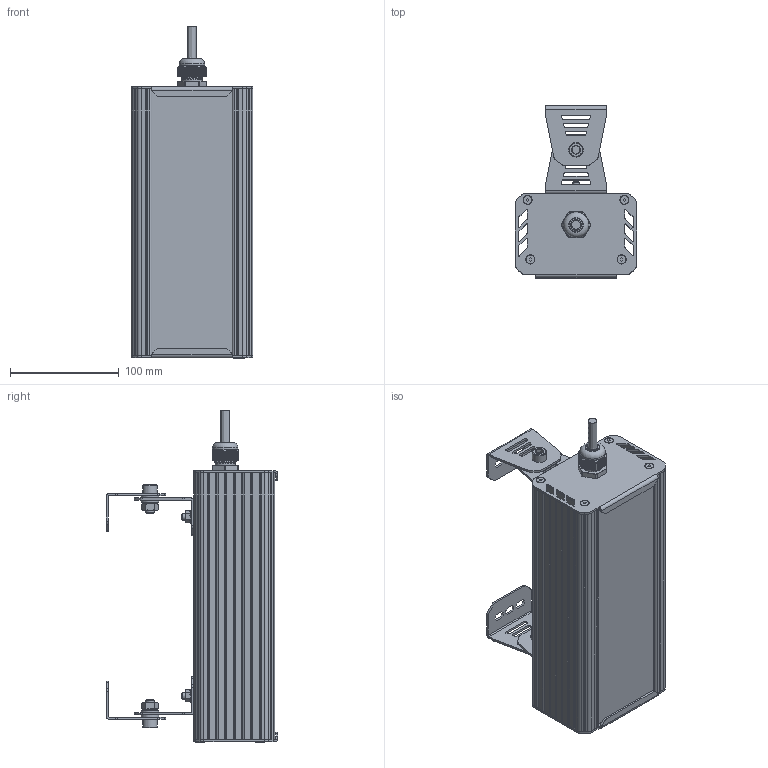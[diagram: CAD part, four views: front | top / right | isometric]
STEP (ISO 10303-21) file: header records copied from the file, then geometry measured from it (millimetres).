
FILE_DESCRIPTION(('STEP AP214'), '1');
FILE_NAME('001.0070.04.000 ÃÑÏ-Ïðèìà-30', '2023-09-25T05:10:34', ('Ëóêîíèí Å Ï'), ('ÎÊÁ Ñâîé Ñòèëü'), 'C3D Converter', 'C3D Toolkit', '');
FILE_SCHEMA(('AUTOMOTIVE_DESIGN { 1 0 10303 214 3 1 1}'));
Length unit declared in the file: millimetre
Products named in the file (32): 001.0070.04.000; 001.0065.01.000
Assembly tree (55 placements, depth 4):
  001.0070.04.000
    (unnamed)
      (unnamed)
      (unnamed)
      (unnamed)  x4
      (unnamed)
      (unnamed)  x4
      (unnamed)
      (unnamed)
      (unnamed)
      (unnamed)  x3
        (unnamed)
        (unnamed)
        (unnamed)
        (unnamed)
        (unnamed)
        (unnamed)
        (unnamed)
        (unnamed)
        (unnamed)
      (unnamed)
        (unnamed)
    001.0065.01.000  x2
      (unnamed)
      (unnamed)
      (unnamed)
      (unnamed)
      (unnamed)
      (unnamed)
      (unnamed)
      (unnamed)
      (unnamed)
Bounding box: 112.19 x 158.42 x 306 mm (x, y, z)
Volume: 524211 mm3; surface area: 460952.8 mm2
Topology: 138 solids, 138 shells, 2639 faces, 6984 edges, 4678 vertices
Faces by surface type: plane 1537, cylinder 891, cone 166, bspline 25, torus 11, sphere 9
Full cylindrical faces by diameter (mm): 1 x9, 2 x6, 2.5 x12, 2.8 x75, 3.2 x9, 3.5 x15, 4 x8, 6 x4, 6.375 x2, 8 x12, 8.5 x8, 12 x3, 12.5 x1, 13.333 x2, 16 x5, 18.5 x3, 20 x1, 23.5 x1
Entity records: 121015 total; most frequent: CARTESIAN_POINT 50337, DIRECTION 9570, ORIENTED_EDGE 9256, EDGE_CURVE 4628, COLOUR_RGB 4079, PRESENTATION_STYLE_ASSIGNMENT 4079, AXIS2_PLACEMENT_3D 3440, CURVE_STYLE 3307
